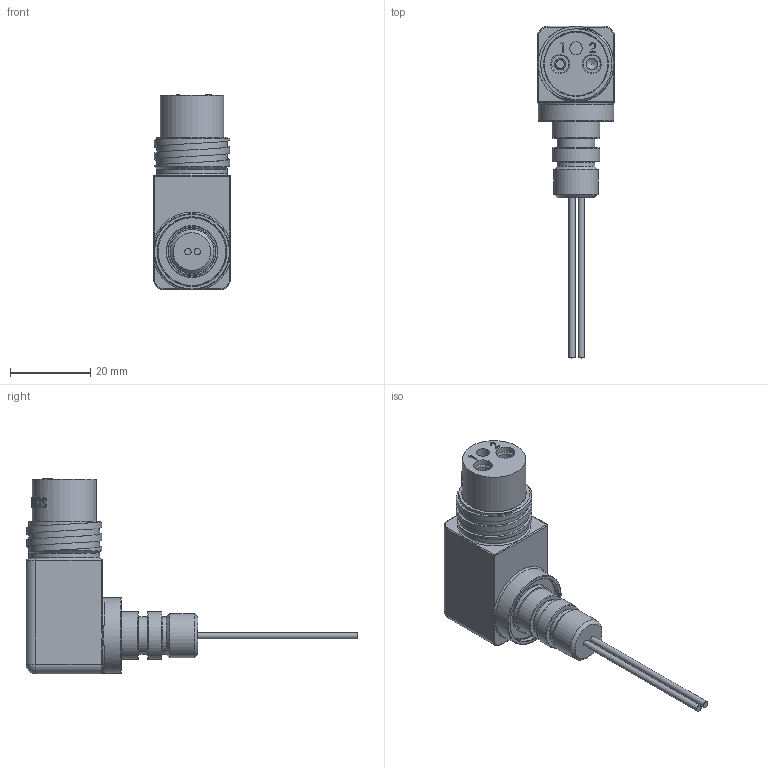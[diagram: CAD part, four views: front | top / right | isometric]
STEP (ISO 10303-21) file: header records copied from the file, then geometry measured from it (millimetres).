
FILE_DESCRIPTION(/* description */ (''),/* implementation_level */ '2;1');
FILE_NAME(/* name */ 'MCBHRA2FAS 2 O-ring.stp',/* time_stamp */ '2022-07-13T09:02:36+02:00',/* author */ ('sh'),/* organization */ (''),/* preprocessor_version */ 'ST-DEVELOPER v17',/* originating_system */ 'Autodesk Inventor 2019',/* authorisation */ '');
FILE_SCHEMA (('AUTOMOTIVE_DESIGN { 1 0 10303 214 3 1 1 }'));
Length unit declared in the file: millimetre
Products named in the file (1): MCBHRA2FAS 2 O-ring
Bounding box: 19.05 x 82.85 x 48.81 mm (x, y, z)
Volume: 17480.6 mm3; surface area: 7395.1 mm2
Topology: 1 solids, 6 shells, 326 faces, 896 edges, 597 vertices
Faces by surface type: plane 104, cylinder 78, bspline 76, torus 41, cone 23, sphere 4
Full cylindrical faces by diameter (mm): 1.575 x2, 2.134 x8, 2.819 x2, 2.896 x2, 3.175 x1, 3.912 x2, 3.962 x2, 4.013 x2, 4.75 x2, 4.775 x8, 7.239 x1, 9.398 x2, 11.024 x1, 11.938 x2, 12.7 x1, 15.875 x2, 17.145 x1, 17.628 x2, 18.847 x2, 18.923 x1
Entity records: 20096 total; most frequent: CARTESIAN_POINT 11602, ORIENTED_EDGE 1776, DIRECTION 1587, EDGE_CURVE 888, AXIS2_PLACEMENT_3D 634, VERTEX_POINT 597, EDGE_LOOP 371, CIRCLE 353
